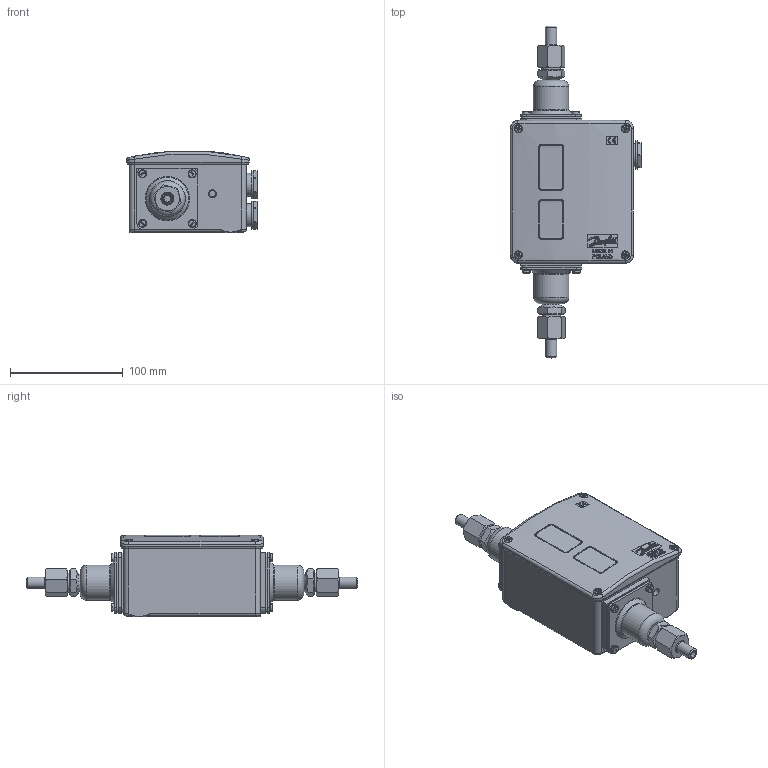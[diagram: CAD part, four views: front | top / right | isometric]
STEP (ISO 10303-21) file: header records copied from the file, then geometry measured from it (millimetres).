
FILE_DESCRIPTION((''),'2;1');
FILE_NAME('WEB017d9219.step','2014-12-16T17:29:08',(''),(''),'Autodesk Inventor 2012','Autodesk Inventor 2012','');
FILE_SCHEMA(('AUTOMOTIVE_DESIGN { 1 2 10303 214 0 1 1 1 }'));
Length unit declared in the file: millimetre
Products named in the file (1): WEB017d9219
Bounding box: 116.42 x 294.5 x 72.63 mm (x, y, z)
Volume: 1005276.8 mm3; surface area: 91749.8 mm2
Topology: 1 solids, 45 shells, 2437 faces, 6607 edges, 4441 vertices
Faces by surface type: plane 1864, cylinder 304, cone 106, torus 72, bspline 55, sphere 36
Full cylindrical faces by diameter (mm): 2 x2, 2.5 x2, 2.55 x2, 3.128 x4, 3.2 x1, 3.3 x4, 3.5 x8, 3.6 x3, 3.8 x4, 3.86 x4, 4 x18, 4.2 x4, 4.35 x12, 4.5 x2, 4.6 x8, 5.5 x1, 6 x5, 6.5 x2, 6.8 x2, 6.9 x4, 7 x11, 7.2 x4, 10 x2, 11 x2, 11.5 x2, 14.05 x2, 14.5 x4, 14.6 x2, 14.95 x2, 15.2 x2
Entity records: 82356 total; most frequent: CARTESIAN_POINT 17396, DIRECTION 14123, ORIENTED_EDGE 12376, EDGE_CURVE 6189, AXIS2_PLACEMENT_3D 5903, VERTEX_POINT 4186, EDGE_LOOP 2849, ELLIPSE 2476
